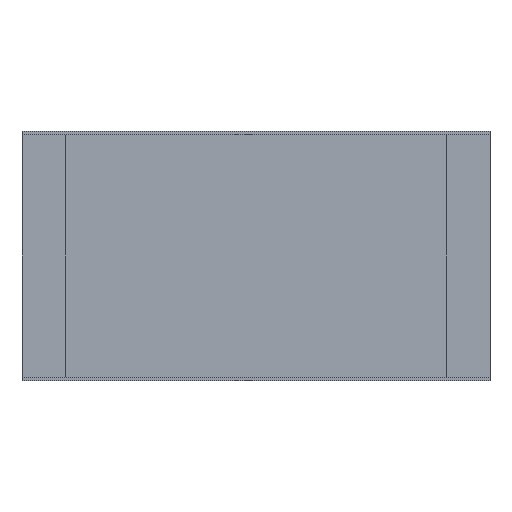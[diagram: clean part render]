
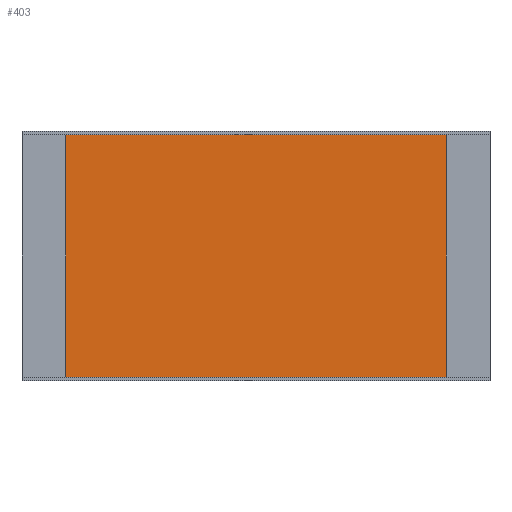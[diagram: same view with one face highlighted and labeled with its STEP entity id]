
A CAD part, front view. The second image highlights one B-rep face of the part: STEP entity #403.
In plain terms, the highlighted planar face has unit normal (0, -1, 0).
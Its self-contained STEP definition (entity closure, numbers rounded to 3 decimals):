
#13 = EDGE_CURVE ( 'NONE', #437, #340, #418, .T. ) ;
#18 = DIRECTION ( 'NONE',  ( -1., 0., 0. ) ) ;
#110 = VECTOR ( 'NONE', #215, 1000. ) ;
#138 = VECTOR ( 'NONE', #240, 1000. ) ;
#139 = CARTESIAN_POINT ( 'NONE',  ( -118.3, 32., -75.35 ) ) ;
#143 = CARTESIAN_POINT ( 'NONE',  ( -120.5, 32., -75.35 ) ) ;
#149 = CARTESIAN_POINT ( 'NONE',  ( -118.3, 32., 75.35 ) ) ;
#150 = ORIENTED_EDGE ( 'NONE', *, *, #481, .F. ) ;
#151 = AXIS2_PLACEMENT_3D ( 'NONE', #291, #468, #265 ) ;
#156 = CARTESIAN_POINT ( 'NONE',  ( -118.3, 32., 77.55 ) ) ;
#181 = CARTESIAN_POINT ( 'NONE',  ( 118.3, 32., 75.35 ) ) ;
#188 = EDGE_CURVE ( 'NONE', #340, #328, #564, .T. ) ;
#215 = DIRECTION ( 'NONE',  ( 0., 0., -1. ) ) ;
#237 = ORIENTED_EDGE ( 'NONE', *, *, #527, .F. ) ;
#240 = DIRECTION ( 'NONE',  ( 0., 0., -1. ) ) ;
#241 = CARTESIAN_POINT ( 'NONE',  ( 118.3, 32., 77.55 ) ) ;
#242 = EDGE_LOOP ( 'NONE', ( #150, #237, #370, #429 ) ) ;
#265 = DIRECTION ( 'NONE',  ( 0., 0., -1. ) ) ;
#291 = CARTESIAN_POINT ( 'NONE',  ( -120.5, 32., 77.55 ) ) ;
#325 = CARTESIAN_POINT ( 'NONE',  ( -120.5, 32., 75.35 ) ) ;
#328 = VERTEX_POINT ( 'NONE', #139 ) ;
#340 = VERTEX_POINT ( 'NONE', #149 ) ;
#344 = CARTESIAN_POINT ( 'NONE',  ( 118.3, 32., -75.35 ) ) ;
#370 = ORIENTED_EDGE ( 'NONE', *, *, #13, .T. ) ;
#393 = VECTOR ( 'NONE', #404, 1000. ) ;
#402 = VERTEX_POINT ( 'NONE', #344 ) ;
#403 = ADVANCED_FACE ( 'NONE', ( #539 ), #439, .T. ) ;
#404 = DIRECTION ( 'NONE',  ( -1., 0., 0. ) ) ;
#418 = LINE ( 'NONE', #325, #393 ) ;
#429 = ORIENTED_EDGE ( 'NONE', *, *, #188, .T. ) ;
#437 = VERTEX_POINT ( 'NONE', #181 ) ;
#439 = PLANE ( 'NONE',  #151 ) ;
#468 = DIRECTION ( 'NONE',  ( 0., -1., 0. ) ) ;
#481 = EDGE_CURVE ( 'NONE', #402, #328, #521, .T. ) ;
#490 = LINE ( 'NONE', #241, #138 ) ;
#506 = VECTOR ( 'NONE', #18, 1000. ) ;
#521 = LINE ( 'NONE', #143, #506 ) ;
#527 = EDGE_CURVE ( 'NONE', #437, #402, #490, .T. ) ;
#539 = FACE_OUTER_BOUND ( 'NONE', #242, .T. ) ;
#564 = LINE ( 'NONE', #156, #110 ) ;
